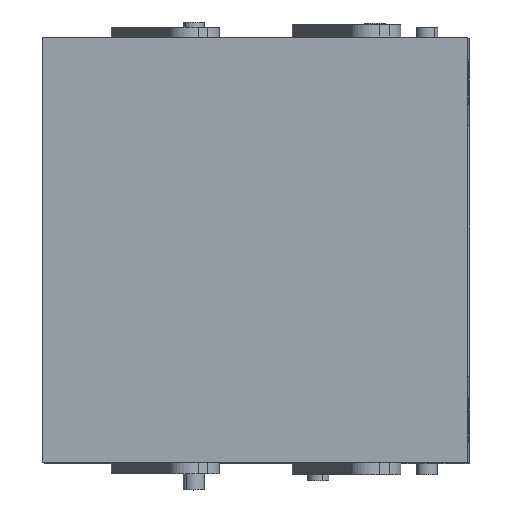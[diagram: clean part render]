
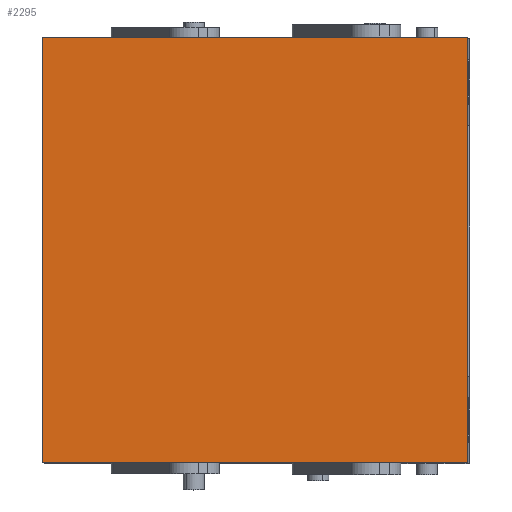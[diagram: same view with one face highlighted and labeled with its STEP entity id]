
A CAD part, top view. The second image highlights one B-rep face of the part: STEP entity #2295.
In plain terms, the highlighted face is planar.
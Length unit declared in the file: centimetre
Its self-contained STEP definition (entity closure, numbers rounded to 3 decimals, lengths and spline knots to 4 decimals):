
#216 = CARTESIAN_POINT ( 'NONE',  ( 0., 0., 0. ) ) ;
#505 = VERTEX_POINT ( 'NONE', #1992 ) ;
#530 = LINE ( 'NONE', #2266, #4068 ) ;
#650 = LINE ( 'NONE', #1760, #1413 ) ;
#714 = EDGE_CURVE ( 'NONE', #865, #1881, #754, .T. ) ;
#754 = LINE ( 'NONE', #3453, #3413 ) ;
#865 = VERTEX_POINT ( 'NONE', #1522 ) ;
#872 = DIRECTION ( 'NONE',  ( 1., 0., 0. ) ) ;
#1018 = CARTESIAN_POINT ( 'NONE',  ( 12.6251, 4.7454, 0. ) ) ;
#1027 = CARTESIAN_POINT ( 'NONE',  ( 12.6251, -15.2546, 0. ) ) ;
#1196 = CARTESIAN_POINT ( 'NONE',  ( 12.6251, 4.7454, 0. ) ) ;
#1228 = PLANE ( 'NONE',  #3142 ) ;
#1235 = ORIENTED_EDGE ( 'NONE', *, *, #3537, .F. ) ;
#1413 = VECTOR ( 'NONE', #2031, 100. ) ;
#1522 = CARTESIAN_POINT ( 'NONE',  ( -7.3749, -15.2546, 0. ) ) ;
#1760 = CARTESIAN_POINT ( 'NONE',  ( -7.3749, 4.7454, 0. ) ) ;
#1881 = VERTEX_POINT ( 'NONE', #1027 ) ;
#1939 = ORIENTED_EDGE ( 'NONE', *, *, #714, .F. ) ;
#1959 = FACE_OUTER_BOUND ( 'NONE', #4379, .T. ) ;
#1992 = CARTESIAN_POINT ( 'NONE',  ( -7.3749, 4.7454, 0. ) ) ;
#2031 = DIRECTION ( 'NONE',  ( -1., 0., 0. ) ) ;
#2167 = ORIENTED_EDGE ( 'NONE', *, *, #2626, .F. ) ;
#2266 = CARTESIAN_POINT ( 'NONE',  ( -7.3749, 4.7454, 0. ) ) ;
#2295 = ADVANCED_FACE ( 'NONE', ( #1959 ), #1228, .F. ) ;
#2438 = EDGE_CURVE ( 'NONE', #505, #865, #530, .T. ) ;
#2626 = EDGE_CURVE ( 'NONE', #1881, #2946, #2720, .T. ) ;
#2720 = LINE ( 'NONE', #1018, #3416 ) ;
#2823 = DIRECTION ( 'NONE',  ( 1., 0., 0. ) ) ;
#2890 = DIRECTION ( 'NONE',  ( 0., 0., 1. ) ) ;
#2946 = VERTEX_POINT ( 'NONE', #1196 ) ;
#3142 = AXIS2_PLACEMENT_3D ( 'NONE', #216, #2890, #872 ) ;
#3413 = VECTOR ( 'NONE', #2823, 100. ) ;
#3416 = VECTOR ( 'NONE', #4078, 100. ) ;
#3453 = CARTESIAN_POINT ( 'NONE',  ( -7.3749, -15.2546, 0. ) ) ;
#3537 = EDGE_CURVE ( 'NONE', #2946, #505, #650, .T. ) ;
#3630 = DIRECTION ( 'NONE',  ( 0., -1., 0. ) ) ;
#3848 = ORIENTED_EDGE ( 'NONE', *, *, #2438, .F. ) ;
#4068 = VECTOR ( 'NONE', #3630, 100. ) ;
#4078 = DIRECTION ( 'NONE',  ( 0., 1., 0. ) ) ;
#4379 = EDGE_LOOP ( 'NONE', ( #3848, #1235, #2167, #1939 ) ) ;
